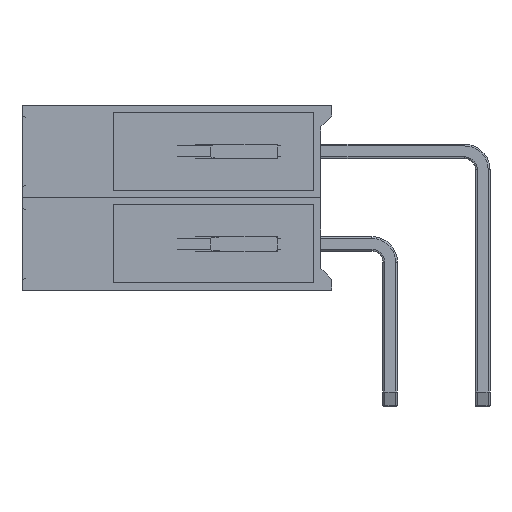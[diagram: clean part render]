
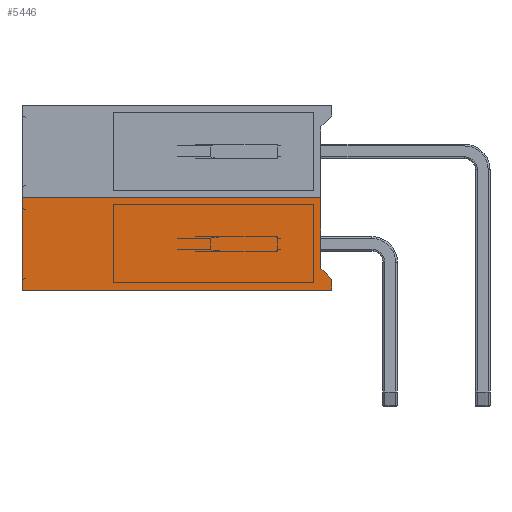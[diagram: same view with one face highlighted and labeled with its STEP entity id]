
A CAD part, left-side view. The second image highlights one B-rep face of the part: STEP entity #5446.
In plain terms, the highlighted planar face has unit normal (-1, 0, 0).
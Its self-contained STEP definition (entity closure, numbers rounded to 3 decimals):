
#411=PLANE('',#6025);
#662=FACE_OUTER_BOUND('',#989,.T.);
#989=EDGE_LOOP('',(#4167,#4168,#4169,#4170,#4171,#4172));
#1351=LINE('',#9115,#1735);
#1355=LINE('',#9122,#1739);
#1366=LINE('',#9146,#1750);
#1369=LINE('',#9152,#1753);
#1370=LINE('',#9154,#1754);
#1371=LINE('',#9155,#1755);
#1735=VECTOR('',#7304,10.);
#1739=VECTOR('',#7310,10.);
#1750=VECTOR('',#7333,10.);
#1753=VECTOR('',#7338,10.);
#1754=VECTOR('',#7339,10.);
#1755=VECTOR('',#7340,10.);
#2439=VERTEX_POINT('',#9112);
#2440=VERTEX_POINT('',#9114);
#2442=VERTEX_POINT('',#9120);
#2449=VERTEX_POINT('',#9145);
#2451=VERTEX_POINT('',#9151);
#2452=VERTEX_POINT('',#9153);
#3023=EDGE_CURVE('',#2439,#2440,#1351,.T.);
#3027=EDGE_CURVE('',#2439,#2442,#1355,.T.);
#3040=EDGE_CURVE('',#2449,#2440,#1366,.T.);
#3043=EDGE_CURVE('',#2442,#2451,#1369,.T.);
#3044=EDGE_CURVE('',#2452,#2451,#1370,.T.);
#3045=EDGE_CURVE('',#2449,#2452,#1371,.T.);
#4167=ORIENTED_EDGE('',*,*,#3027,.T.);
#4168=ORIENTED_EDGE('',*,*,#3043,.T.);
#4169=ORIENTED_EDGE('',*,*,#3044,.F.);
#4170=ORIENTED_EDGE('',*,*,#3045,.F.);
#4171=ORIENTED_EDGE('',*,*,#3040,.T.);
#4172=ORIENTED_EDGE('',*,*,#3023,.F.);
#5446=ADVANCED_FACE('',(#662),#411,.T.);
#6025=AXIS2_PLACEMENT_3D('',#9150,#7336,#7337);
#7304=DIRECTION('',(0.,-0.707,-0.707));
#7310=DIRECTION('',(0.,0.,1.));
#7333=DIRECTION('',(0.,0.,1.));
#7336=DIRECTION('center_axis',(-1.,0.,0.));
#7337=DIRECTION('ref_axis',(0.,0.,
1.));
#7338=DIRECTION('',(0.,1.,0.));
#7339=DIRECTION('',(0.,0.,1.));
#7340=DIRECTION('',(0.,1.,0.));
#9112=CARTESIAN_POINT('',(-1.27,1.9,0.6));
#9114=CARTESIAN_POINT('',(-1.27,1.6,0.3));
#9115=CARTESIAN_POINT('',(-1.27,1.6,0.3));
#9120=CARTESIAN_POINT('',(-1.27,1.9,2.54));
#9122=CARTESIAN_POINT('',(-1.27,1.9,0.635));
#9145=CARTESIAN_POINT('',(-1.27,1.6,0.));
#9146=CARTESIAN_POINT('',(-1.27,1.6,0.));
#9150=CARTESIAN_POINT('Origin',(-1.27,1.6,0.));
#9151=CARTESIAN_POINT('',(-1.27,10.1,2.54));
#9152=CARTESIAN_POINT('',(-1.27,1.6,2.54));
#9153=CARTESIAN_POINT('',(-1.27,10.1,0.));
#9154=CARTESIAN_POINT('',(-1.27,10.1,0.));
#9155=CARTESIAN_POINT('',(-1.27,1.6,0.));
